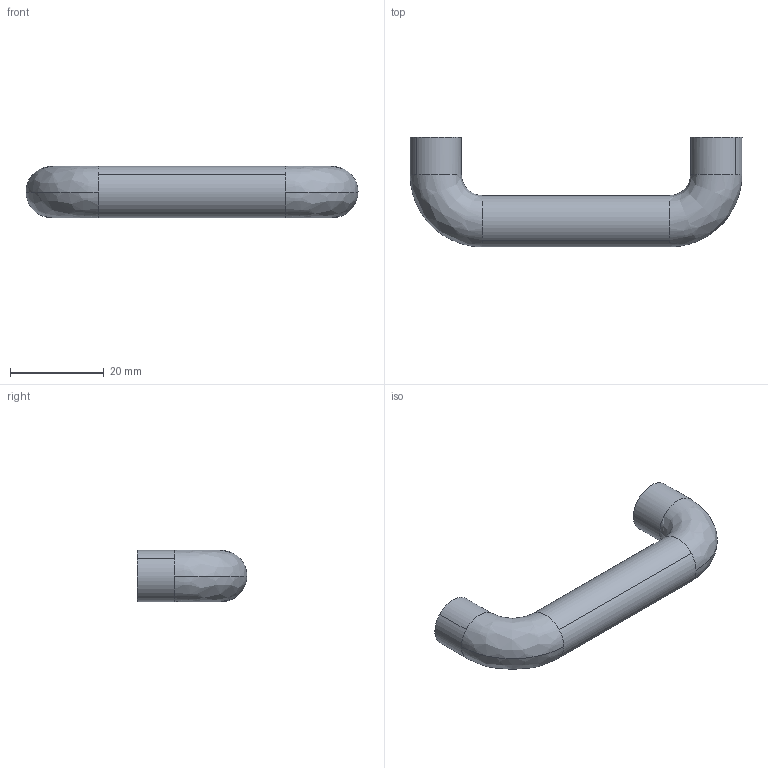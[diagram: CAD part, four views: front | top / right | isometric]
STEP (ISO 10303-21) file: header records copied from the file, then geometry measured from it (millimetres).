
FILE_DESCRIPTION((''),'2;1');
FILE_NAME('','2009-03-18T09:45:41',(''),(''),'','CADfix','');
FILE_SCHEMA(('AUTOMOTIVE_DESIGN { 1 0 10303 214 1 1 1 1 }'));
Length unit declared in the file: millimetre
Bounding box: 71 x 23.5 x 11 mm (x, y, z)
Volume: 7924.9 mm3; surface area: 7926.2 mm2
Topology: 2 solids, 2 shells, 40 faces, 166 edges, 132 vertices
Faces by surface type: bspline 40
Entity records: 2865 total; most frequent: CARTESIAN_POINT 1902, ORIENTED_EDGE 332, EDGE_CURVE 166, B_SPLINE_CURVE_WITH_KNOTS 144, VERTEX_POINT 132, EDGE_LOOP 44, FACE_OUTER_BOUND 40, ADVANCED_FACE 40
